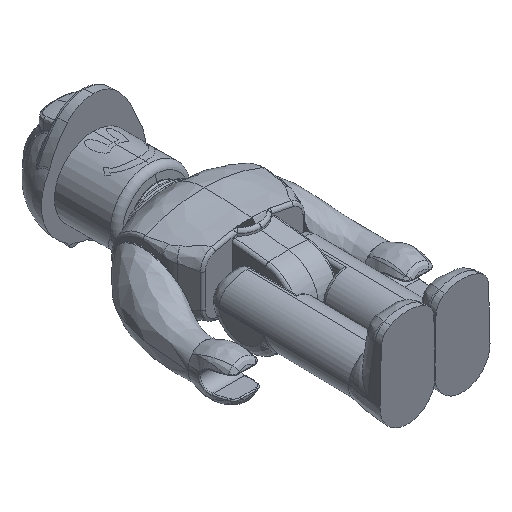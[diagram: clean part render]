
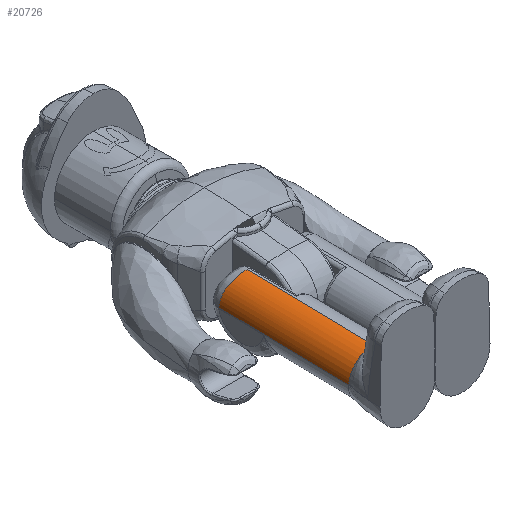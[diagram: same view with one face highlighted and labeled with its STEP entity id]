
A CAD part, isometric view. The second image highlights one B-rep face of the part: STEP entity #20726.
In plain terms, the highlighted cylindrical face has radius 3.676 mm (diameter 7.353 mm), a partial arc.
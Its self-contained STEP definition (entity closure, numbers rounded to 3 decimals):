
#112 = FACE_OUTER_BOUND ( 'NONE', #10027, .T. ) ;
#113 = CYLINDRICAL_SURFACE ( 'NONE', #2968, 3.676 ) ;
#2968 = AXIS2_PLACEMENT_3D ( 'NONE', #3247, #3217, #3216 ) ;
#3216 = DIRECTION ( 'NONE',  ( 0., -0.017, 1. ) ) ;
#3217 = DIRECTION ( 'NONE',  ( 0., 1., 0.017 ) ) ;
#3247 = CARTESIAN_POINT ( 'NONE',  ( -4.21, 0.005, -0.498 ) ) ;
#8452 = VERTEX_POINT ( 'NONE', #12352 ) ;
#8455 = VERTEX_POINT ( 'NONE', #12355 ) ;
#8456 = VERTEX_POINT ( 'NONE', #12356 ) ;
#8457 = VERTEX_POINT ( 'NONE', #12357 ) ;
#8465 = VERTEX_POINT ( 'NONE', #12365 ) ;
#8469 = VERTEX_POINT ( 'NONE', #12369 ) ;
#8471 = VERTEX_POINT ( 'NONE', #12371 ) ;
#9872 = EDGE_CURVE ( 'NONE', #8465, #8455, #10401, .T. ) ;
#9881 = EDGE_CURVE ( 'NONE', #8469, #8455, #14549, .T. ) ;
#9891 = EDGE_CURVE ( 'NONE', #8471, #8469, #10409, .T. ) ;
#9893 = EDGE_CURVE ( 'NONE', #8471, #8457, #14557, .T. ) ;
#9897 = EDGE_CURVE ( 'NONE', #8457, #8452, #10411, .T. ) ;
#9899 = EDGE_CURVE ( 'NONE', #8456, #8452, #14561, .T. ) ;
#9901 = EDGE_CURVE ( 'NONE', #8456, #8465, #14562, .T. ) ;
#10027 = EDGE_LOOP ( 'NONE', ( #23874, #23875, #23876, #23877, #23878, #23879, #23880 ) ) ;
#10401 = LINE ( 'NONE', #15357, #10402 ) ;
#10402 = VECTOR ( 'NONE', #15362, 1000. ) ;
#10409 = LINE ( 'NONE', #15459, #10413 ) ;
#10411 = LINE ( 'NONE', #15499, #10416 ) ;
#10413 = VECTOR ( 'NONE', #15452, 1000. ) ;
#10416 = VECTOR ( 'NONE', #15510, 1000. ) ;
#12352 = CARTESIAN_POINT ( 'NONE',  ( -7.881, 5.379, -0.198 ) ) ;
#12355 = CARTESIAN_POINT ( 'NONE',  ( -7.885, 25.349, 0.041 ) ) ;
#12356 = CARTESIAN_POINT ( 'NONE',  ( -7.881, 5.376, -0.211 ) ) ;
#12357 = CARTESIAN_POINT ( 'NONE',  ( -7.881, 5.376, -0.198 ) ) ;
#12365 = CARTESIAN_POINT ( 'NONE',  ( -7.885, 5.366, -0.308 ) ) ;
#12369 = CARTESIAN_POINT ( 'NONE',  ( -4.21, 24.677, 3.61 ) ) ;
#12371 = CARTESIAN_POINT ( 'NONE',  ( -4.21, 5.315, 3.272 ) ) ;
#14549 = B_SPLINE_CURVE_WITH_KNOTS ( 'NONE', 3,
 ( #15391, #15392, #15398, #15399, #15400, #15401, #15402, #15403, #15404, #15405, #15406, #15407, #15408, #15409, #15410, #15411, #15412, #15413 ),
 .UNSPECIFIED., .F., .F.,
 ( 4, 2, 2, 2, 2, 2, 2, 2, 4 ),
 ( 0.001, 0.002, 0.002, 0.003, 0.004, 0.004, 0.005, 0.006, 0.006 ),
 .UNSPECIFIED. ) ;
#14557 = B_SPLINE_CURVE_WITH_KNOTS ( 'NONE', 3,
 ( #15464, #15463, #15472, #15473, #15474, #15475, #15476, #15477, #15478, #15479, #15480, #15481, #15482, #15483, #15484, #15485, #15486, #15487 ),
 .UNSPECIFIED., .F., .F.,
 ( 4, 2, 2, 2, 2, 2, 2, 2, 4 ),
 ( 0.001, 0.002, 0.002, 0.003, 0.004, 0.005, 0.005, 0.006, 0.007 ),
 .UNSPECIFIED. ) ;
#14561 = B_SPLINE_CURVE_WITH_KNOTS ( 'NONE', 3,
 ( #15498, #15512, #15519, #15520 ),
 .UNSPECIFIED., .F., .F.,
 ( 4, 4 ),
 ( 0., 0. ),
 .UNSPECIFIED. ) ;
#14562 = B_SPLINE_CURVE_WITH_KNOTS ( 'NONE', 3,
 ( #15522, #15517, #15526, #15527 ),
 .UNSPECIFIED., .F., .F.,
 ( 4, 4 ),
 ( 0., 0. ),
 .UNSPECIFIED. ) ;
#15357 = CARTESIAN_POINT ( 'NONE',  ( -7.885, 0.004, -0.401 ) ) ;
#15362 = DIRECTION ( 'NONE',  ( 0., 1., 0.017 ) ) ;
#15391 = CARTESIAN_POINT ( 'NONE',  ( -4.21, 24.677, 3.61 ) ) ;
#15392 = CARTESIAN_POINT ( 'NONE',  ( -4.447, 24.677, 3.61 ) ) ;
#15398 = CARTESIAN_POINT ( 'NONE',  ( -4.688, 24.687, 3.587 ) ) ;
#15399 = CARTESIAN_POINT ( 'NONE',  ( -5.154, 24.725, 3.495 ) ) ;
#15400 = CARTESIAN_POINT ( 'NONE',  ( -5.38, 24.753, 3.428 ) ) ;
#15401 = CARTESIAN_POINT ( 'NONE',  ( -5.818, 24.821, 3.25 ) ) ;
#15402 = CARTESIAN_POINT ( 'NONE',  ( -6.028, 24.86, 3.14 ) ) ;
#15403 = CARTESIAN_POINT ( 'NONE',  ( -6.42, 24.943, 2.885 ) ) ;
#15404 = CARTESIAN_POINT ( 'NONE',  ( -6.605, 24.986, 2.738 ) ) ;
#15405 = CARTESIAN_POINT ( 'NONE',  ( -6.943, 25.072, 2.411 ) ) ;
#15406 = CARTESIAN_POINT ( 'NONE',  ( -7.094, 25.113, 2.233 ) ) ;
#15407 = CARTESIAN_POINT ( 'NONE',  ( -7.362, 25.189, 1.849 ) ) ;
#15408 = CARTESIAN_POINT ( 'NONE',  ( -7.48, 25.224, 1.64 ) ) ;
#15409 = CARTESIAN_POINT ( 'NONE',  ( -7.67, 25.282, 1.208 ) ) ;
#15410 = CARTESIAN_POINT ( 'NONE',  ( -7.744, 25.305, 0.984 ) ) ;
#15411 = CARTESIAN_POINT ( 'NONE',  ( -7.848, 25.338, 0.521 ) ) ;
#15412 = CARTESIAN_POINT ( 'NONE',  ( -7.879, 25.347, 0.281 ) ) ;
#15413 = CARTESIAN_POINT ( 'NONE',  ( -7.885, 25.349, 0.041 ) ) ;
#15452 = DIRECTION ( 'NONE',  ( 0., 1., 0.017 ) ) ;
#15459 = CARTESIAN_POINT ( 'NONE',  ( -4.21, -0.059, 3.178 ) ) ;
#15463 = CARTESIAN_POINT ( 'NONE',  ( -4.441, 5.315, 3.272 ) ) ;
#15464 = CARTESIAN_POINT ( 'NONE',  ( -4.21, 5.315, 3.272 ) ) ;
#15472 = CARTESIAN_POINT ( 'NONE',  ( -4.673, 5.315, 3.25 ) ) ;
#15473 = CARTESIAN_POINT ( 'NONE',  ( -5.132, 5.317, 3.162 ) ) ;
#15474 = CARTESIAN_POINT ( 'NONE',  ( -5.354, 5.318, 3.097 ) ) ;
#15475 = CARTESIAN_POINT ( 'NONE',  ( -5.783, 5.321, 2.926 ) ) ;
#15476 = CARTESIAN_POINT ( 'NONE',  ( -5.993, 5.323, 2.819 ) ) ;
#15477 = CARTESIAN_POINT ( 'NONE',  ( -6.384, 5.327, 2.569 ) ) ;
#15478 = CARTESIAN_POINT ( 'NONE',  ( -6.566, 5.33, 2.427 ) ) ;
#15479 = CARTESIAN_POINT ( 'NONE',  ( -6.903, 5.335, 2.109 ) ) ;
#15480 = CARTESIAN_POINT ( 'NONE',  ( -7.059, 5.339, 1.931 ) ) ;
#15481 = CARTESIAN_POINT ( 'NONE',  ( -7.329, 5.345, 1.555 ) ) ;
#15482 = CARTESIAN_POINT ( 'NONE',  ( -7.446, 5.349, 1.356 ) ) ;
#15483 = CARTESIAN_POINT ( 'NONE',  ( -7.642, 5.356, 0.934 ) ) ;
#15484 = CARTESIAN_POINT ( 'NONE',  ( -7.72, 5.36, 0.713 ) ) ;
#15485 = CARTESIAN_POINT ( 'NONE',  ( -7.832, 5.368, 0.264 ) ) ;
#15486 = CARTESIAN_POINT ( 'NONE',  ( -7.867, 5.37, 0.035 ) ) ;
#15487 = CARTESIAN_POINT ( 'NONE',  ( -7.881, 5.376, -0.198 ) ) ;
#15498 = CARTESIAN_POINT ( 'NONE',  ( -7.881, 5.376, -0.211 ) ) ;
#15499 = CARTESIAN_POINT ( 'NONE',  ( -7.881, 0.002, -0.292 ) ) ;
#15510 = DIRECTION ( 'NONE',  ( 0., 1., 0.017 ) ) ;
#15512 = CARTESIAN_POINT ( 'NONE',  ( -7.881, 5.377, -0.207 ) ) ;
#15517 = CARTESIAN_POINT ( 'NONE',  ( -7.883, 5.373, -0.244 ) ) ;
#15519 = CARTESIAN_POINT ( 'NONE',  ( -7.881, 5.378, -0.203 ) ) ;
#15520 = CARTESIAN_POINT ( 'NONE',  ( -7.881, 5.379, -0.198 ) ) ;
#15522 = CARTESIAN_POINT ( 'NONE',  ( -7.881, 5.376, -0.211 ) ) ;
#15526 = CARTESIAN_POINT ( 'NONE',  ( -7.884, 5.369, -0.276 ) ) ;
#15527 = CARTESIAN_POINT ( 'NONE',  ( -7.885, 5.366, -0.308 ) ) ;
#20726 = ADVANCED_FACE ( 'NONE', ( #112 ), #113, .T. ) ;
#23874 = ORIENTED_EDGE ( 'NONE', *, *, #9893, .F. ) ;
#23875 = ORIENTED_EDGE ( 'NONE', *, *, #9891, .T. ) ;
#23876 = ORIENTED_EDGE ( 'NONE', *, *, #9881, .T. ) ;
#23877 = ORIENTED_EDGE ( 'NONE', *, *, #9872, .F. ) ;
#23878 = ORIENTED_EDGE ( 'NONE', *, *, #9901, .F. ) ;
#23879 = ORIENTED_EDGE ( 'NONE', *, *, #9899, .T. ) ;
#23880 = ORIENTED_EDGE ( 'NONE', *, *, #9897, .F. ) ;
